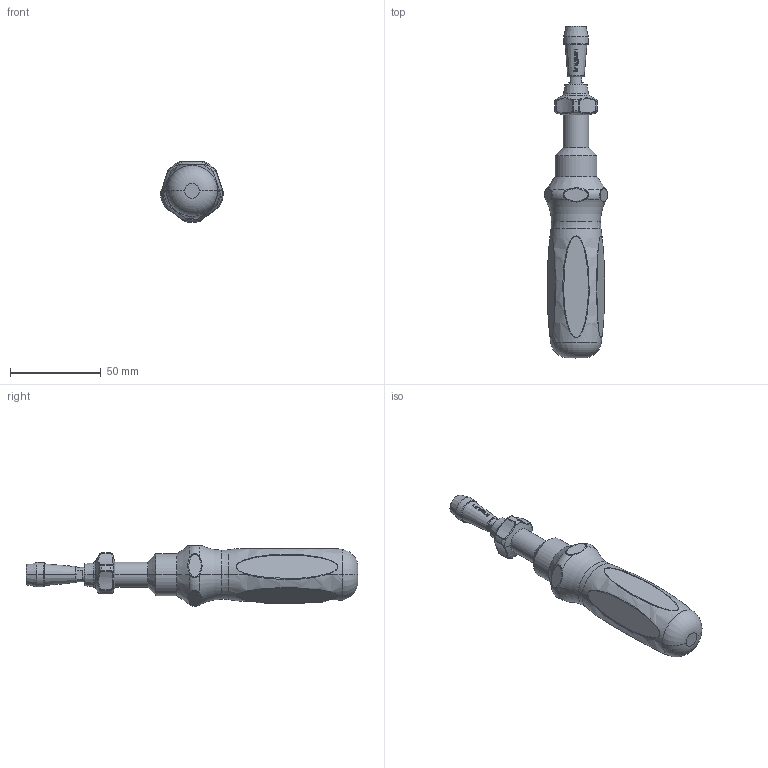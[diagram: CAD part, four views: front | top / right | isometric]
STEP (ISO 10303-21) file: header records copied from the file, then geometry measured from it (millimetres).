
FILE_DESCRIPTION (( 'STEP AP203' ), '1' );
FILE_NAME ('INGUN_DW-20-120.STEP', '2022-01-31T06:09:46', ( 'ochi' ), ( '' ), 'SwSTEP 2.0', 'SolidWorks 2018', '' );
FILE_SCHEMA (( 'CONFIG_CONTROL_DESIGN' ));
Length unit declared in the file: millimetre
Products named in the file (1): INGUN_DW-20-120
Bounding box: 34.82 x 183 x 33.59 mm (x, y, z)
Volume: 82628.6 mm3; surface area: 14766.9 mm2
Topology: 1 solids, 1 shells, 234 faces, 568 edges, 348 vertices
Faces by surface type: bspline 122, torus 36, cylinder 28, plane 26, cone 20, sphere 2
Entity records: 13908 total; most frequent: CARTESIAN_POINT 9309, ORIENTED_EDGE 1128, DIRECTION 652, EDGE_CURVE 564, VERTEX_POINT 346, B_SPLINE_CURVE_WITH_KNOTS 317, AXIS2_PLACEMENT_3D 292, EDGE_LOOP 248
